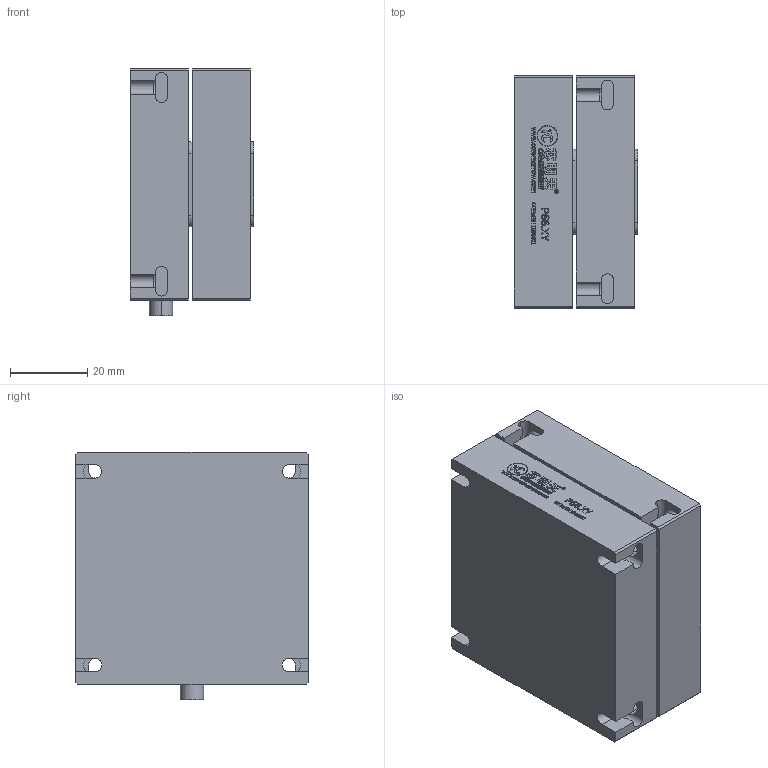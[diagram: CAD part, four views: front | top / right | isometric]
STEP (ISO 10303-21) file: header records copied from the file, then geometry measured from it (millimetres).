
FILE_DESCRIPTION (( 'STEP AP203' ), '1' );
FILE_NAME ('P66.XY30-B1俋倛芞.STEP', '2019-11-29T02:20:07', ( '' ), ( '' ), 'SwSTEP 2.0', 'SolidWorks 2016', '' );
FILE_SCHEMA (( 'CONFIG_CONTROL_DESIGN' ));
Products named in the file (1): P66.XY30-B1俋倛芞
Bounding box: 32 x 60 x 64.02 mm (x, y, z)
Volume: 104424.3 mm3; surface area: 24945.1 mm2
Topology: 1 solids, 5 shells, 1150 faces, 3132 edges, 2068 vertices
Faces by surface type: plane 620, bspline 407, cylinder 107, cone 16
Entity records: 49737 total; most frequent: CARTESIAN_POINT 23318, ORIENTED_EDGE 6232, DIRECTION 3984, EDGE_CURVE 3116, VERTEX_POINT 2068, LINE 2012, VECTOR 2012, EDGE_LOOP 1258
